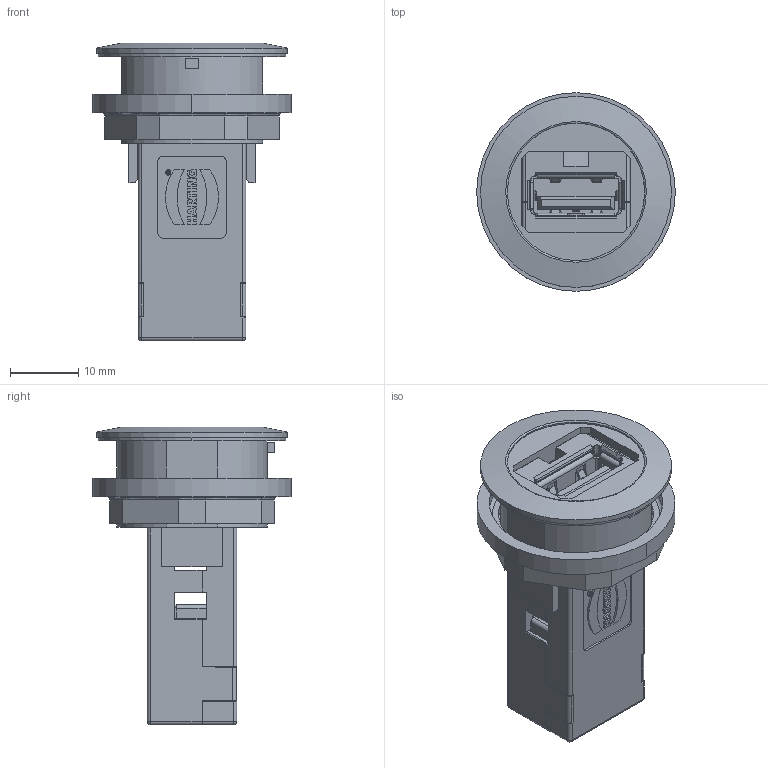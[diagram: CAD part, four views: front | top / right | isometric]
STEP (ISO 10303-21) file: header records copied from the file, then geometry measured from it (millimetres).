
FILE_DESCRIPTION(/* description */ (''),/* implementation_level */ '2;1');
FILE_NAME(/* name */ '100220010ugm000_b.stp',/* time_stamp */ '2015-11-19T07:24:00+01:00',/* author */ (''),/* organization */ (''),/* preprocessor_version */ 'ST-DEVELOPER v15',/* originating_system */ 'SIEMENS PLM Software NX 8.5',/* authorisation */ '');
FILE_SCHEMA (('AUTOMOTIVE_DESIGN { 1 0 10303 214 3 1 1 1 }'));
Length unit declared in the file: millimetre
Products named in the file (1): 100220010ugm000_b
Bounding box: 29 x 29 x 43.5 mm (x, y, z)
Volume: 9709.6 mm3; surface area: 11555.9 mm2
Topology: 1 solids, 1 shells, 1240 faces, 3749 edges, 2435 vertices
Faces by surface type: plane 865, cylinder 192, revolution 110, bspline 62, sphere 10, cone 1
Full cylindrical faces by diameter (mm): 20.05 x1, 27.9 x1
Entity records: 47728 total; most frequent: CARTESIAN_POINT 10870, ORIENTED_EDGE 7466, DIRECTION 6155, EDGE_CURVE 3733, LINE 2639, VECTOR 2639, VERTEX_POINT 2435, AXIS2_PLACEMENT_3D 1703
